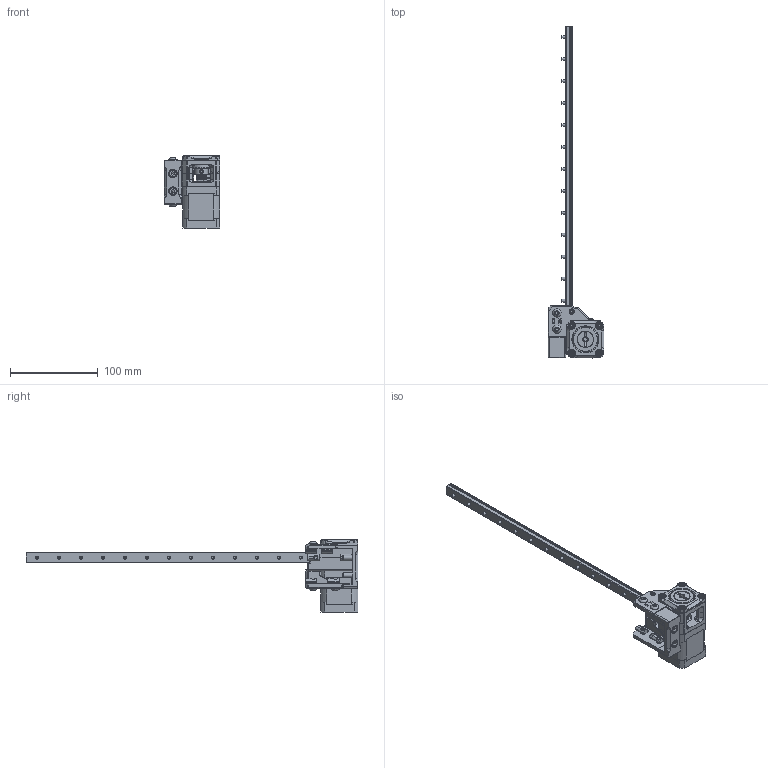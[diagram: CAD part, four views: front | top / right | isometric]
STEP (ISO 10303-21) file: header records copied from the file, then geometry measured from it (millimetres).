
FILE_DESCRIPTION(/* description */ ('STEP AP242','CAx-IF Rec.Pracs.---Representation and Presentation of Product Manufacturing Information (PMI)---4.0---2014-10-13','CAx-IF Rec.Pracs.---3D Tessellated Geometry---0.4---2014-09-14','2;1'),/* implementation_level */ '2;1');
FILE_NAME(/* name */ '6861b3796b4413429724832a',/* time_stamp */ '2025-06-29T21:43:24Z',/* author */ (''),/* organization */ (''),/* preprocessor_version */ 'ST-DEVELOPER v20',/* originating_system */ 'ONSHAPE BY PTC INC, 1.200',/* authorisation */ ' ');
FILE_SCHEMA (('AP242_MANAGED_MODEL_BASED_3D_ENGINEERING_MIM_LF { 1 0 10303 442 1 1 4 }'));
Products named in the file (57): Assembly 1; Shim 1mm_1; Hex socket head cap screw M5x0.80 x 12_8; M3 washer_3; Hex socket head cap screw M5x0.80 x 12_7; _M3x8 SHCS_1; _M3x8 SHCS_11; M5 2020 drop-in T-nut_10; _MGN12 rail - 300mm; Printed_VT_6mm_front_motor_mount_b_1; F695 flanged bearing_4; M5 2020 drop-in T-nut_8; F695 flanged bearing_2; M5x10 BHCS_5; _M3x8 SHCS_2; M3x35 SHCS_2; M3x35 SHCS_1; M5 2020 drop-in T-nut_6; _M3x8 SHCS_7; _M3x8 SHCS_9; M5 2020 drop-in T-nut_7; M5x16 BHCS_2; M3 washer_2; M5 washer_3; M5x16 BHCS_3; M5x10 BHCS_7; Printed_VT_6mm_front_motor_mount_a_1; M3 washer; _M3x8 SHCS_3; M3x30 SHCS; 2040 Cap Rods AWD; _S55 shaft; M5 washer_1; GT2 20T 6mm pulley_1; M5 2020 drop-in T-nut_11; _M3x8 SHCS_4; Printed_short_shaft_double_shear_housing; _stepper; M5x10 BHCS_6; _M3x8 SHCS_8 ...
Assembly tree (56 placements, depth 2):
  Assembly 1
    Shim 1mm_1
    Hex socket head cap screw M5x0.80 x 12_8
    M3 washer_3
    Hex socket head cap screw M5x0.80 x 12_7
    _M3x8 SHCS_1
    _M3x8 SHCS_11
    M5 2020 drop-in T-nut_10
    _MGN12 rail - 300mm
    Printed_VT_6mm_front_motor_mount_b_1
    F695 flanged bearing_4
    M5 2020 drop-in T-nut_8
    F695 flanged bearing_2
    M5x10 BHCS_5
    _M3x8 SHCS_2
    M3x35 SHCS_2
    M3x35 SHCS_1
    M5 2020 drop-in T-nut_6
    _M3x8 SHCS_7
    _M3x8 SHCS_9
    M5 2020 drop-in T-nut_7
    M5x16 BHCS_2
    M3 washer_2
    M5 washer_3
    M5x16 BHCS_3
    M5x10 BHCS_7
    Printed_VT_6mm_front_motor_mount_a_1
    M3 washer
    _M3x8 SHCS_3
    M3x30 SHCS
    2040 Cap Rods AWD
    _S55 shaft
    M5 washer_1
    GT2 20T 6mm pulley_1
    M5 2020 drop-in T-nut_11
    _M3x8 SHCS_4
    _M3x8 SHCS_1
    Printed_short_shaft_double_shear_housing
    _stepper
    GT2 20T 6mm pulley_1
    GT2 20T 6mm pulley_1
    M5x10 BHCS_6
    _M3x8 SHCS_8
    2040 Adapter AWD Rods SS
    D5x30 smooth pin_1
    M3xD4.5x4 threaded insert_1
    M5x10 BHCS_4
    M5 2020 drop-in T-nut_9
    _M3x8 SHCS_10
    M3x35 SHCS
    M3x35 SHCS_2
    _M3x8 SHCS_6
    _M3x8 SHCS_11
    Printed_short_shaft_double_shear_twist_lock
    M3 washer_1
    F695 flanged bearing_3
    _M3x8 SHCS_5
Bounding box: 63.6 x 377.6 x 82 mm (x, y, z)
Volume: 182329.6 mm3; surface area: 75739.3 mm2
Topology: 56 solids, 56 shells, 2120 faces, 5186 edges, 3270 vertices
Faces by surface type: plane 1020, cylinder 597, cone 370, torus 68, bspline 57, sphere 8
Full cylindrical faces by diameter (mm): 2.464 x4, 3 x23, 3.108 x4, 3.2 x6, 3.4 x14, 3.5 x13, 4.1 x1, 4.2 x6, 4.5 x1, 5 x15, 5.001 x1, 5.2 x4, 5.3 x2, 5.4 x4, 5.5 x18, 5.6 x1, 6 x16, 6.5 x7, 7 x4, 7.2 x4, 7.3 x2, 7.6 x2, 7.823 x2, 8 x1, 8.141 x2, 8.5 x2, 9 x3, 9.5 x6, 10 x2, 11.5 x6
Entity records: 65737 total; most frequent: CARTESIAN_POINT 15907, DIRECTION 10156, ORIENTED_EDGE 9248, EDGE_CURVE 4624, AXIS2_PLACEMENT_3D 3888, VERTEX_POINT 3152, FACE_BOUND 2780, EDGE_LOOP 2778
